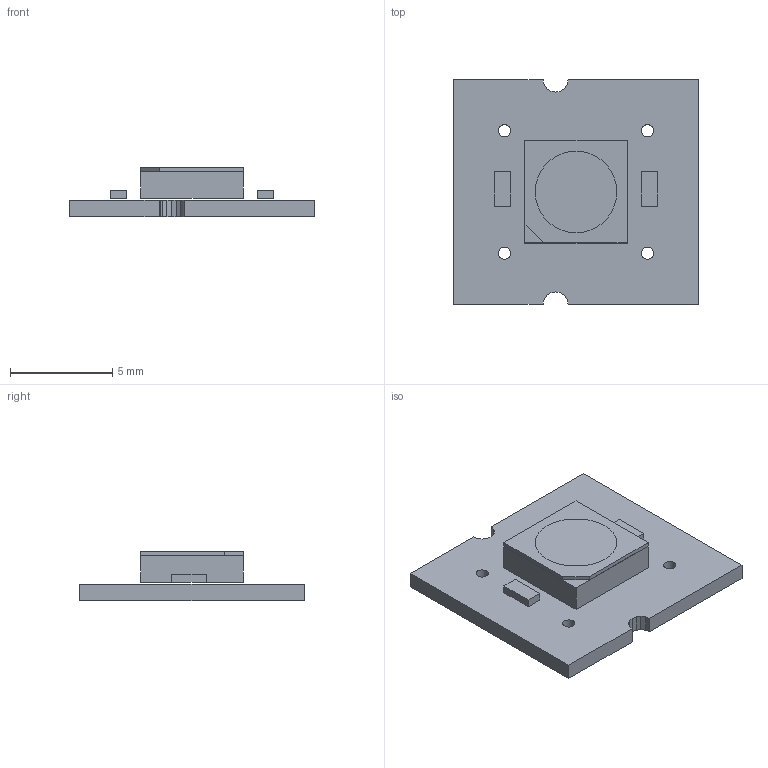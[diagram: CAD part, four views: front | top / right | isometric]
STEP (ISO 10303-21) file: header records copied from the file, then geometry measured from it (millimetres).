
FILE_DESCRIPTION(('Open CASCADE Model'),'2;1');
FILE_NAME('Open CASCADE Shape Model','2013-05-07T13:53:12',('Author'),( 'Open CASCADE'),'Open CASCADE STEP processor 6.2','Open CASCADE 6.2' ,'Unknown');
FILE_SCHEMA(('AUTOMOTIVE_DESIGN { 1 0 10303 214 1 1 1 1 }'));
Length unit declared in the file: millimetre
Products named in the file (13): PCB; Board; R1; 852392704; Extruded; C1; LED1; 852391808; 838840856; Cylinder; 852392960
Assembly tree (13 placements, depth 4):
  PCB
    Board
    R1
      852392704
        Extruded
    C1
      852392704
        Extruded
    LED1
      852391808
        Extruded
      838840856
        Cylinder
      852392960
        Extruded
Bounding box: 12 x 11 x 2.41 mm (x, y, z)
Volume: 146.3 mm3; surface area: 471 mm2
Topology: 6 solids, 6 shells, 56 faces, 132 edges, 88 vertices
Faces by surface type: plane 51, cylinder 5
Full cylindrical faces by diameter (mm): 0.6 x4, 4 x1
Entity records: 3317 total; most frequent: CARTESIAN_POINT 566, DIRECTION 486, LINE 338, VECTOR 338, ORIENTED_EDGE 240, PCURVE 240, DEFINITIONAL_REPRESENTATION 240, EDGE_CURVE 120
